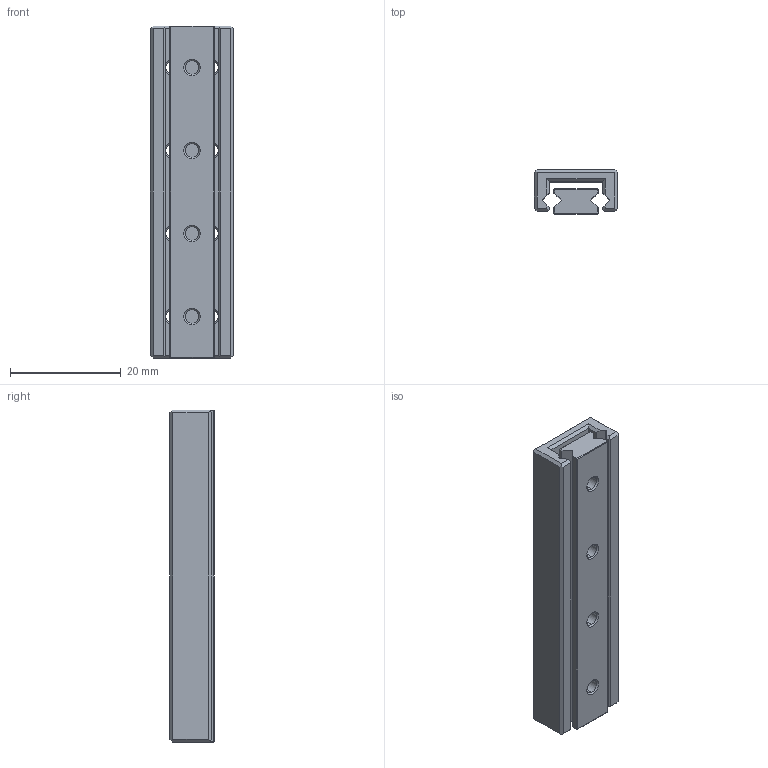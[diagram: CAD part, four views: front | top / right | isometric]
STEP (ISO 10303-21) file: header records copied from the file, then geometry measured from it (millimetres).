
FILE_DESCRIPTION (( 'STEP AP214' ), '1' );
FILE_NAME ('PMM 2-60.STEP', '2012-03-02T11:41:44', ( '' ), ( '' ), 'SwSTEP 2.0', 'SolidWorks 2011', '' );
FILE_SCHEMA (( 'AUTOMOTIVE_DESIGN' ));
Length unit declared in the file: millimetre
Products named in the file (1): PMM 2-60
Bounding box: 15 x 8 x 60 mm (x, y, z)
Volume: 5148.2 mm3; surface area: 5279.2 mm2
Topology: 2 solids, 2 shells, 292 faces, 820 edges, 540 vertices
Faces by surface type: plane 174, cone 48, bspline 43, cylinder 27
Entity records: 13329 total; most frequent: CARTESIAN_POINT 4320, ORIENTED_EDGE 1640, DIRECTION 1368, EDGE_CURVE 820, VECTOR 584, LINE 584, VERTEX_POINT 540, AXIS2_PLACEMENT_3D 392
